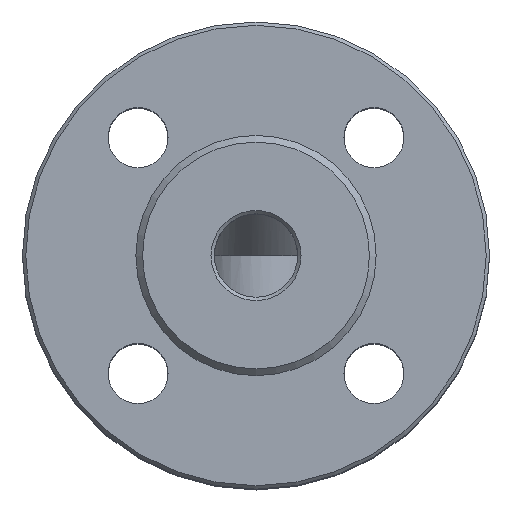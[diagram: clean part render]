
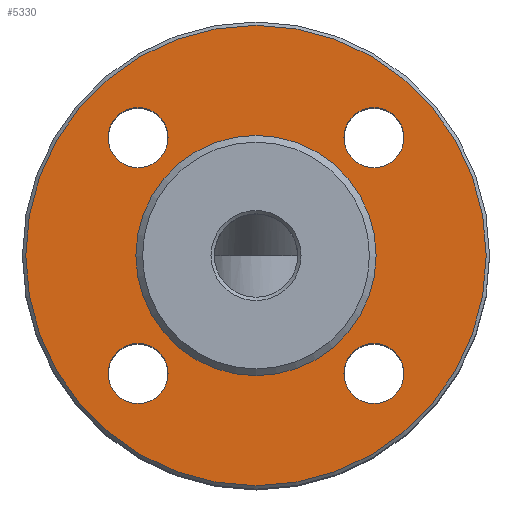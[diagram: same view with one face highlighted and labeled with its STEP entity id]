
A CAD part, top view. The second image highlights one B-rep face of the part: STEP entity #5330.
In plain terms, the highlighted planar face has unit normal (0, 0, 1).
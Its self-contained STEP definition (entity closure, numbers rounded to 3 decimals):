
#352=FACE_BOUND('',#1259,.T.);
#353=FACE_BOUND('',#1260,.T.);
#354=FACE_BOUND('',#1261,.T.);
#355=FACE_BOUND('',#1262,.T.);
#356=FACE_BOUND('',#1263,.T.);
#926=FACE_OUTER_BOUND('',#1258,.T.);
#1258=EDGE_LOOP('',(#4517));
#1259=EDGE_LOOP('',(#4518));
#1260=EDGE_LOOP('',(#4519));
#1261=EDGE_LOOP('',(#4520));
#1262=EDGE_LOOP('',(#4521));
#1263=EDGE_LOOP('',(#4522));
#1555=CIRCLE('',#5810,9.);
#1557=CIRCLE('',#5813,9.);
#1559=CIRCLE('',#5816,9.);
#1561=CIRCLE('',#5819,9.);
#1562=CIRCLE('',#5821,36.);
#1565=CIRCLE('',#5826,69.);
#2600=VERTEX_POINT('',#10374);
#2602=VERTEX_POINT('',#10380);
#2604=VERTEX_POINT('',#10386);
#2606=VERTEX_POINT('',#10392);
#2607=VERTEX_POINT('',#10396);
#2610=VERTEX_POINT('',#10406);
#3269=EDGE_CURVE('',#2600,#2600,#1555,.T.);
#3272=EDGE_CURVE('',#2602,#2602,#1557,.T.);
#3275=EDGE_CURVE('',#2604,#2604,#1559,.T.);
#3278=EDGE_CURVE('',#2606,#2606,#1561,.T.);
#3279=EDGE_CURVE('',#2607,#2607,#1562,.T.);
#3284=EDGE_CURVE('',#2610,#2610,#1565,.T.);
#4517=ORIENTED_EDGE('',*,*,#3284,.F.);
#4518=ORIENTED_EDGE('',*,*,#3279,.F.);
#4519=ORIENTED_EDGE('',*,*,#3278,.F.);
#4520=ORIENTED_EDGE('',*,*,#3275,.F.);
#4521=ORIENTED_EDGE('',*,*,#3272,.F.);
#4522=ORIENTED_EDGE('',*,*,#3269,.F.);
#5075=PLANE('',#5825);
#5330=ADVANCED_FACE('',(#926,#352,#353,#354,#355,#356),#5075,.F.);
#5810=AXIS2_PLACEMENT_3D('',#10376,#6952,#6953);
#5813=AXIS2_PLACEMENT_3D('',#10382,#6959,#6960);
#5816=AXIS2_PLACEMENT_3D('',#10388,#6966,#6967);
#5819=AXIS2_PLACEMENT_3D('',#10394,#6973,#6974);
#5821=AXIS2_PLACEMENT_3D('',#10397,#6977,#6978);
#5825=AXIS2_PLACEMENT_3D('',#10405,#6987,#6988);
#5826=AXIS2_PLACEMENT_3D('',#10407,#6989,#6990);
#6952=DIRECTION('center_axis',(0.,0.,1.));
#6953=DIRECTION('ref_axis',(1.,0.,0.));
#6959=DIRECTION('center_axis',(0.,0.,1.));
#6960=DIRECTION('ref_axis',(1.,0.,0.));
#6966=DIRECTION('center_axis',(0.,0.,1.));
#6967=DIRECTION('ref_axis',(1.,0.,0.));
#6973=DIRECTION('center_axis',(0.,0.,1.));
#6974=DIRECTION('ref_axis',(1.,0.,0.));
#6977=DIRECTION('center_axis',(0.,0.,1.));
#6978=DIRECTION('ref_axis',(-1.,0.,0.));
#6987=DIRECTION('center_axis',(0.,0.,-1.));
#6988=DIRECTION('ref_axis',(-1.,0.,0.));
#6989=DIRECTION('center_axis',(0.,0.,-1.));
#6990=DIRECTION('ref_axis',(1.,0.,0.));
#10374=CARTESIAN_POINT('',(-44.355,35.355,78.));
#10376=CARTESIAN_POINT('Origin',(-35.355,35.355,78.));
#10380=CARTESIAN_POINT('',(26.355,35.355,78.));
#10382=CARTESIAN_POINT('Origin',(35.355,35.355,78.));
#10386=CARTESIAN_POINT('',(26.355,-35.355,78.));
#10388=CARTESIAN_POINT('Origin',(35.355,-35.355,78.));
#10392=CARTESIAN_POINT('',(-44.355,-35.355,78.));
#10394=CARTESIAN_POINT('Origin',(-35.355,-35.355,78.));
#10396=CARTESIAN_POINT('',(36.,0.,78.));
#10397=CARTESIAN_POINT('Origin',(0.,0.,78.));
#10405=CARTESIAN_POINT('Origin',(0.,0.,78.));
#10406=CARTESIAN_POINT('',(-69.,0.,78.));
#10407=CARTESIAN_POINT('Origin',(0.,0.,78.));
